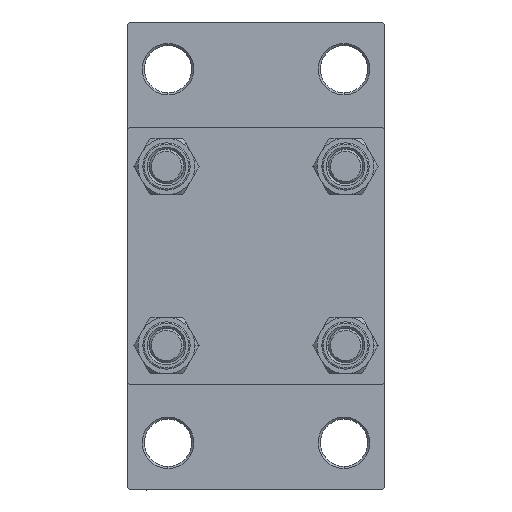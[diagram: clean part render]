
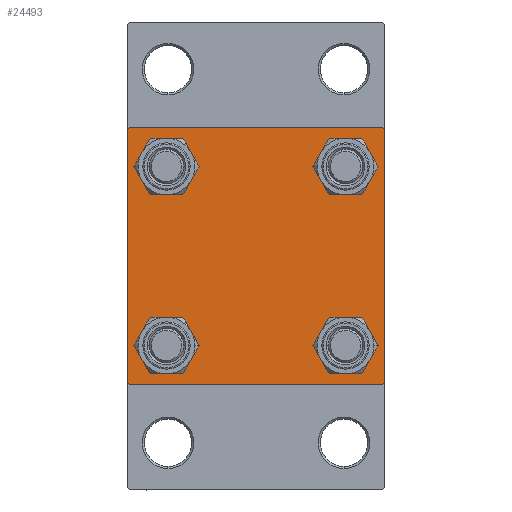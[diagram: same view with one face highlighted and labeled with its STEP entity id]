
A CAD part, left-side view. The second image highlights one B-rep face of the part: STEP entity #24493.
In plain terms, the highlighted planar face has unit normal (-1, 0, 0).
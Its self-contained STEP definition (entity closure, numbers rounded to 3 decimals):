
#199 = VECTOR ( 'NONE', #21014, 1000. ) ;
#577 = LINE ( 'NONE', #45068, #31890 ) ;
#1182 = AXIS2_PLACEMENT_3D ( 'NONE', #25501, #40223, #29379 ) ;
#1606 = CIRCLE ( 'NONE', #34007, 4.5 ) ;
#1887 = ORIENTED_EDGE ( 'NONE', *, *, #32709, .T. ) ;
#2188 = AXIS2_PLACEMENT_3D ( 'NONE', #5413, #20397, #9739 ) ;
#2432 = VERTEX_POINT ( 'NONE', #39208 ) ;
#4218 = EDGE_CURVE ( 'NONE', #2432, #39101, #4509, .T. ) ;
#4465 = CARTESIAN_POINT ( 'NONE',  ( 0., 20.85, 20.85 ) ) ;
#4509 = CIRCLE ( 'NONE', #14536, 4.5 ) ;
#4585 = CARTESIAN_POINT ( 'NONE',  ( 0., -20.85, -20.85 ) ) ;
#4726 = VERTEX_POINT ( 'NONE', #15114 ) ;
#5413 = CARTESIAN_POINT ( 'NONE',  ( 0., 0., 0. ) ) ;
#5544 = DIRECTION ( 'NONE',  ( 0., 0., 1. ) ) ;
#5566 = EDGE_LOOP ( 'NONE', ( #20308, #24768 ) ) ;
#5624 = VERTEX_POINT ( 'NONE', #47270 ) ;
#5630 = EDGE_LOOP ( 'NONE', ( #38553, #1887 ) ) ;
#6066 = CARTESIAN_POINT ( 'NONE',  ( 0., -30., -29.5 ) ) ;
#6313 = EDGE_LOOP ( 'NONE', ( #27327, #41221, #18684, #33490, #10752, #40544, #28225, #18083 ) ) ;
#6383 = CARTESIAN_POINT ( 'NONE',  ( 0., -29.75, 29.75 ) ) ;
#6464 = CARTESIAN_POINT ( 'NONE',  ( 0., 30., -29.5 ) ) ;
#7774 = CIRCLE ( 'NONE', #17827, 4.5 ) ;
#8138 = DIRECTION ( 'NONE',  ( 1., 0., 0. ) ) ;
#8289 = VECTOR ( 'NONE', #17729, 1000. ) ;
#8787 = FACE_BOUND ( 'NONE', #5566, .T. ) ;
#9192 = VERTEX_POINT ( 'NONE', #34412 ) ;
#9348 = CIRCLE ( 'NONE', #36351, 4.5 ) ;
#9523 = VERTEX_POINT ( 'NONE', #6464 ) ;
#9739 = DIRECTION ( 'NONE',  ( 0., 0., 1. ) ) ;
#9794 = CARTESIAN_POINT ( 'NONE',  ( 0., -20.85, 16.35 ) ) ;
#9997 = LINE ( 'NONE', #6383, #8289 ) ;
#10438 = AXIS2_PLACEMENT_3D ( 'NONE', #20758, #34802, #5544 ) ;
#10752 = ORIENTED_EDGE ( 'NONE', *, *, #13151, .F. ) ;
#11220 = DIRECTION ( 'NONE',  ( 1., 0., 0. ) ) ;
#11399 = LINE ( 'NONE', #36560, #32566 ) ;
#11908 = DIRECTION ( 'NONE',  ( 0., -1., 0. ) ) ;
#12944 = CARTESIAN_POINT ( 'NONE',  ( 0., 20.85, 25.35 ) ) ;
#13151 = EDGE_CURVE ( 'NONE', #5624, #20028, #32241, .T. ) ;
#13626 = CIRCLE ( 'NONE', #41421, 4.5 ) ;
#14186 = VERTEX_POINT ( 'NONE', #40109 ) ;
#14189 = EDGE_CURVE ( 'NONE', #4726, #25370, #7774, .T. ) ;
#14292 = EDGE_CURVE ( 'NONE', #39101, #2432, #9348, .T. ) ;
#14536 = AXIS2_PLACEMENT_3D ( 'NONE', #47665, #33626, #26376 ) ;
#15114 = CARTESIAN_POINT ( 'NONE',  ( 0., 20.85, 16.35 ) ) ;
#15211 = VERTEX_POINT ( 'NONE', #35612 ) ;
#16262 = LINE ( 'NONE', #23046, #44156 ) ;
#16588 = CARTESIAN_POINT ( 'NONE',  ( 0., 20.85, -20.85 ) ) ;
#17331 = EDGE_CURVE ( 'NONE', #36153, #21980, #39363, .T. ) ;
#17729 = DIRECTION ( 'NONE',  ( 0., 0.707, 0.707 ) ) ;
#17827 = AXIS2_PLACEMENT_3D ( 'NONE', #43534, #21060, #18137 ) ;
#18083 = ORIENTED_EDGE ( 'NONE', *, *, #17331, .T. ) ;
#18137 = DIRECTION ( 'NONE',  ( 0., 0., 1. ) ) ;
#18187 = VECTOR ( 'NONE', #19662, 1000. ) ;
#18684 = ORIENTED_EDGE ( 'NONE', *, *, #37861, .T. ) ;
#19217 = DIRECTION ( 'NONE',  ( 0., 0., 1. ) ) ;
#19662 = DIRECTION ( 'NONE',  ( 0., -0.707, 0.707 ) ) ;
#19924 = FACE_BOUND ( 'NONE', #26409, .T. ) ;
#20028 = VERTEX_POINT ( 'NONE', #6066 ) ;
#20128 = DIRECTION ( 'NONE',  ( 0., -1., 0. ) ) ;
#20133 = EDGE_CURVE ( 'NONE', #42762, #21670, #13626, .T. ) ;
#20308 = ORIENTED_EDGE ( 'NONE', *, *, #22512, .T. ) ;
#20397 = DIRECTION ( 'NONE',  ( -1., 0., 0. ) ) ;
#20758 = CARTESIAN_POINT ( 'NONE',  ( 0., 20.85, -20.85 ) ) ;
#20816 = CARTESIAN_POINT ( 'NONE',  ( 0., -20.85, 25.35 ) ) ;
#21014 = DIRECTION ( 'NONE',  ( 0., 0.707, -0.707 ) ) ;
#21060 = DIRECTION ( 'NONE',  ( 1., 0., 0. ) ) ;
#21183 = CARTESIAN_POINT ( 'NONE',  ( 0., 20.85, -25.35 ) ) ;
#21670 = VERTEX_POINT ( 'NONE', #20816 ) ;
#21679 = ORIENTED_EDGE ( 'NONE', *, *, #42980, .T. ) ;
#21980 = VERTEX_POINT ( 'NONE', #35262 ) ;
#22345 = VERTEX_POINT ( 'NONE', #21183 ) ;
#22512 = EDGE_CURVE ( 'NONE', #25370, #4726, #41490, .T. ) ;
#22604 = ORIENTED_EDGE ( 'NONE', *, *, #20133, .T. ) ;
#22639 = EDGE_CURVE ( 'NONE', #5624, #9192, #9997, .T. ) ;
#23046 = CARTESIAN_POINT ( 'NONE',  ( 0., 30., 30. ) ) ;
#23303 = LINE ( 'NONE', #45539, #18187 ) ;
#23565 = FACE_OUTER_BOUND ( 'NONE', #6313, .T. ) ;
#24493 = ADVANCED_FACE ( 'NONE', ( #35137, #19924, #35370, #8787, #23565 ), #31076, .T. ) ;
#24728 = VECTOR ( 'NONE', #42642, 1000. ) ;
#24768 = ORIENTED_EDGE ( 'NONE', *, *, #14189, .T. ) ;
#25370 = VERTEX_POINT ( 'NONE', #12944 ) ;
#25501 = CARTESIAN_POINT ( 'NONE',  ( 0., -20.85, 20.85 ) ) ;
#26181 = DIRECTION ( 'NONE',  ( 0., 0., -1. ) ) ;
#26376 = DIRECTION ( 'NONE',  ( 0., 0., 1. ) ) ;
#26409 = EDGE_LOOP ( 'NONE', ( #35935, #38018 ) ) ;
#26785 = VERTEX_POINT ( 'NONE', #34650 ) ;
#27213 = VECTOR ( 'NONE', #28608, 1000. ) ;
#27327 = ORIENTED_EDGE ( 'NONE', *, *, #34609, .T. ) ;
#27648 = EDGE_LOOP ( 'NONE', ( #21679, #22604 ) ) ;
#28225 = ORIENTED_EDGE ( 'NONE', *, *, #35597, .F. ) ;
#28439 = EDGE_CURVE ( 'NONE', #9523, #15211, #35610, .T. ) ;
#28608 = DIRECTION ( 'NONE',  ( 0., 0., -1. ) ) ;
#29379 = DIRECTION ( 'NONE',  ( 0., 0., 1. ) ) ;
#31076 = PLANE ( 'NONE',  #2188 ) ;
#31483 = AXIS2_PLACEMENT_3D ( 'NONE', #4465, #11220, #19217 ) ;
#31890 = VECTOR ( 'NONE', #11908, 1000. ) ;
#32241 = LINE ( 'NONE', #32476, #27213 ) ;
#32476 = CARTESIAN_POINT ( 'NONE',  ( 0., -30., 30. ) ) ;
#32566 = VECTOR ( 'NONE', #26181, 1000. ) ;
#32709 = EDGE_CURVE ( 'NONE', #22345, #26785, #1606, .T. ) ;
#32843 = CARTESIAN_POINT ( 'NONE',  ( 0., 29.5, 30. ) ) ;
#33490 = ORIENTED_EDGE ( 'NONE', *, *, #45076, .T. ) ;
#33626 = DIRECTION ( 'NONE',  ( 1., 0., 0. ) ) ;
#34007 = AXIS2_PLACEMENT_3D ( 'NONE', #16588, #38805, #46096 ) ;
#34412 = CARTESIAN_POINT ( 'NONE',  ( 0., -29.5, 30. ) ) ;
#34609 = EDGE_CURVE ( 'NONE', #21980, #9523, #11399, .T. ) ;
#34650 = CARTESIAN_POINT ( 'NONE',  ( 0., 20.85, -16.35 ) ) ;
#34802 = DIRECTION ( 'NONE',  ( 1., 0., 0. ) ) ;
#35137 = FACE_BOUND ( 'NONE', #27648, .T. ) ;
#35262 = CARTESIAN_POINT ( 'NONE',  ( 0., 30., 29.5 ) ) ;
#35370 = FACE_BOUND ( 'NONE', #5630, .T. ) ;
#35597 = EDGE_CURVE ( 'NONE', #36153, #9192, #16262, .T. ) ;
#35610 = LINE ( 'NONE', #46290, #24728 ) ;
#35612 = CARTESIAN_POINT ( 'NONE',  ( 0., 29.5, -30. ) ) ;
#35935 = ORIENTED_EDGE ( 'NONE', *, *, #4218, .T. ) ;
#36153 = VERTEX_POINT ( 'NONE', #32843 ) ;
#36351 = AXIS2_PLACEMENT_3D ( 'NONE', #4585, #40364, #41081 ) ;
#36560 = CARTESIAN_POINT ( 'NONE',  ( 0., 30., 30. ) ) ;
#37387 = CARTESIAN_POINT ( 'NONE',  ( 0., -20.85, 20.85 ) ) ;
#37861 = EDGE_CURVE ( 'NONE', #15211, #14186, #577, .T. ) ;
#38018 = ORIENTED_EDGE ( 'NONE', *, *, #14292, .T. ) ;
#38553 = ORIENTED_EDGE ( 'NONE', *, *, #44464, .T. ) ;
#38805 = DIRECTION ( 'NONE',  ( 1., 0., 0. ) ) ;
#39101 = VERTEX_POINT ( 'NONE', #41049 ) ;
#39208 = CARTESIAN_POINT ( 'NONE',  ( 0., -20.85, -16.35 ) ) ;
#39363 = LINE ( 'NONE', #46898, #199 ) ;
#40109 = CARTESIAN_POINT ( 'NONE',  ( 0., -29.5, -30. ) ) ;
#40223 = DIRECTION ( 'NONE',  ( 1., 0., 0. ) ) ;
#40364 = DIRECTION ( 'NONE',  ( 1., 0., 0. ) ) ;
#40365 = DIRECTION ( 'NONE',  ( 0., 0., 1. ) ) ;
#40544 = ORIENTED_EDGE ( 'NONE', *, *, #22639, .T. ) ;
#41049 = CARTESIAN_POINT ( 'NONE',  ( 0., -20.85, -25.35 ) ) ;
#41081 = DIRECTION ( 'NONE',  ( 0., 0., 1. ) ) ;
#41221 = ORIENTED_EDGE ( 'NONE', *, *, #28439, .T. ) ;
#41421 = AXIS2_PLACEMENT_3D ( 'NONE', #37387, #8138, #40365 ) ;
#41490 = CIRCLE ( 'NONE', #31483, 4.5 ) ;
#42642 = DIRECTION ( 'NONE',  ( 0., -0.707, -0.707 ) ) ;
#42762 = VERTEX_POINT ( 'NONE', #9794 ) ;
#42980 = EDGE_CURVE ( 'NONE', #21670, #42762, #44415, .T. ) ;
#43534 = CARTESIAN_POINT ( 'NONE',  ( 0., 20.85, 20.85 ) ) ;
#44156 = VECTOR ( 'NONE', #20128, 1000. ) ;
#44415 = CIRCLE ( 'NONE', #1182, 4.5 ) ;
#44451 = CIRCLE ( 'NONE', #10438, 4.5 ) ;
#44464 = EDGE_CURVE ( 'NONE', #26785, #22345, #44451, .T. ) ;
#45068 = CARTESIAN_POINT ( 'NONE',  ( 0., 30., -30. ) ) ;
#45076 = EDGE_CURVE ( 'NONE', #14186, #20028, #23303, .T. ) ;
#45539 = CARTESIAN_POINT ( 'NONE',  ( 0., -29.75, -29.75 ) ) ;
#46096 = DIRECTION ( 'NONE',  ( 0., 0., 1. ) ) ;
#46290 = CARTESIAN_POINT ( 'NONE',  ( 0., 29.75, -29.75 ) ) ;
#46898 = CARTESIAN_POINT ( 'NONE',  ( 0., 29.75, 29.75 ) ) ;
#47270 = CARTESIAN_POINT ( 'NONE',  ( 0., -30., 29.5 ) ) ;
#47665 = CARTESIAN_POINT ( 'NONE',  ( 0., -20.85, -20.85 ) ) ;
